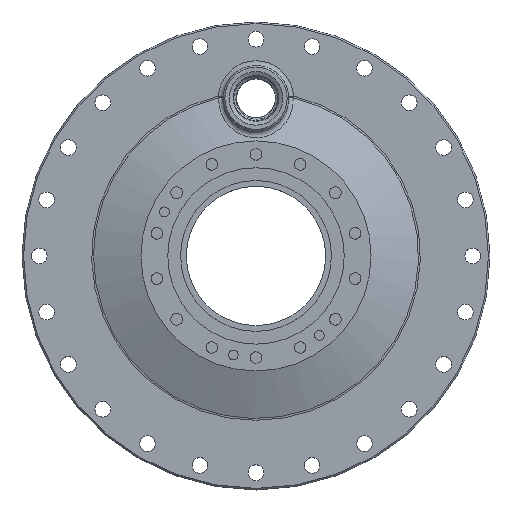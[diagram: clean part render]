
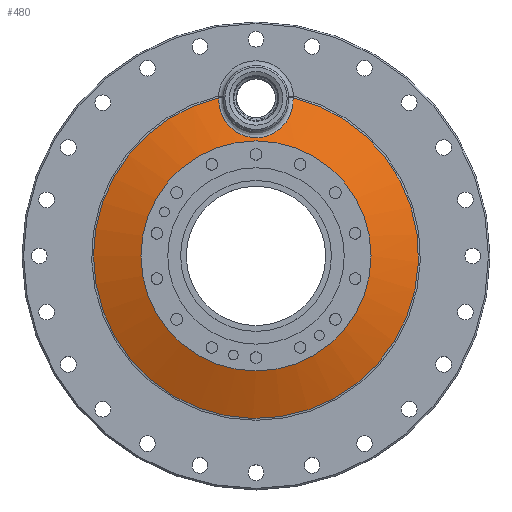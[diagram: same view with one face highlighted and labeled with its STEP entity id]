
A CAD part, top view. The second image highlights one B-rep face of the part: STEP entity #480.
In plain terms, the highlighted conical face has half-angle 68.346 degrees and reference radius 52.927 mm.
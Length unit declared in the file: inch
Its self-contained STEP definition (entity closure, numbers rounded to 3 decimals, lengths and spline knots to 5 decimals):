
#138=CONICAL_SURFACE('',#1470,2.08376,68.346);
#144=FACE_BOUND('',#621,.T.);
#145=FACE_BOUND('',#622,.T.);
#354=CIRCLE('',#1464,2.08376);
#358=CIRCLE('',#1469,1.475);
#480=ADVANCED_FACE('',(#144,#145),#138,.T.);
#621=EDGE_LOOP('',(#873));
#622=EDGE_LOOP('',(#874,#875));
#873=ORIENTED_EDGE('',*,*,#1303,.T.);
#874=ORIENTED_EDGE('',*,*,#1299,.F.);
#875=ORIENTED_EDGE('',*,*,#1304,.T.);
#1163=VERTEX_POINT('',#2639);
#1164=VERTEX_POINT('',#2640);
#1167=VERTEX_POINT('',#2648);
#1299=EDGE_CURVE('',#1163,#1164,#354,.T.);
#1303=EDGE_CURVE('',#1167,#1167,#358,.T.);
#1304=EDGE_CURVE('',#1163,#1164,#1449,.T.);
#1449=B_SPLINE_CURVE_WITH_KNOTS('',3,(#2649,#2650,#2651,#2652,#2653,#2654,
#2655,#2656,#2657,#2658,#2659,#2660,#2661,#2662),.UNSPECIFIED.,.F.,.F.,
(4,2,2,2,2,2,4),(0.,0.25,0.375,0.5,0.625,0.75,
1.),.UNSPECIFIED.);
#1464=AXIS2_PLACEMENT_3D('',#2638,#1685,#1686);
#1469=AXIS2_PLACEMENT_3D('',#2647,#1695,#1696);
#1470=AXIS2_PLACEMENT_3D('',#2663,#1697,#1698);
#1685=DIRECTION('',(0.,0.,-1.));
#1686=DIRECTION('',(-1.,0.,0.));
#1695=DIRECTION('',(0.,0.,-1.));
#1696=DIRECTION('',(-1.,0.,0.));
#1697=DIRECTION('',(0.,0.,-1.));
#1698=DIRECTION('',(-1.,0.,0.));
#2638=CARTESIAN_POINT('',(0.,0.,10.73686));
#2639=CARTESIAN_POINT('',(0.47528,2.02883,10.73686));
#2640=CARTESIAN_POINT('',(-0.47528,2.02883,10.73686));
#2647=CARTESIAN_POINT('',(0.,0.,10.97854));
#2648=CARTESIAN_POINT('',(-1.475,0.,10.97854));
#2649=CARTESIAN_POINT('',(0.47528,2.02883,10.73686));
#2650=CARTESIAN_POINT('',(0.48302,1.90042,10.78579));
#2651=CARTESIAN_POINT('',(0.43934,1.77353,10.83918));
#2652=CARTESIAN_POINT('',(0.31118,1.62876,10.90592));
#2653=CARTESIAN_POINT('',(0.25792,1.58832,10.92568));
#2654=CARTESIAN_POINT('',(0.13753,1.53218,10.9538));
#2655=CARTESIAN_POINT('',(0.06934,1.51649,10.96204));
#2656=CARTESIAN_POINT('',(-0.06649,1.51607,10.96226));
#2657=CARTESIAN_POINT('',(-0.13459,1.53113,10.95433));
#2658=CARTESIAN_POINT('',(-0.25714,1.58763,10.92602));
#2659=CARTESIAN_POINT('',(-0.31034,1.62804,10.90627));
#2660=CARTESIAN_POINT('',(-0.43885,1.77254,10.83961));
#2661=CARTESIAN_POINT('',(-0.48303,1.90032,10.78583));
#2662=CARTESIAN_POINT('',(-0.47528,2.02883,10.73686));
#2663=CARTESIAN_POINT('',(0.,0.,10.73686));
